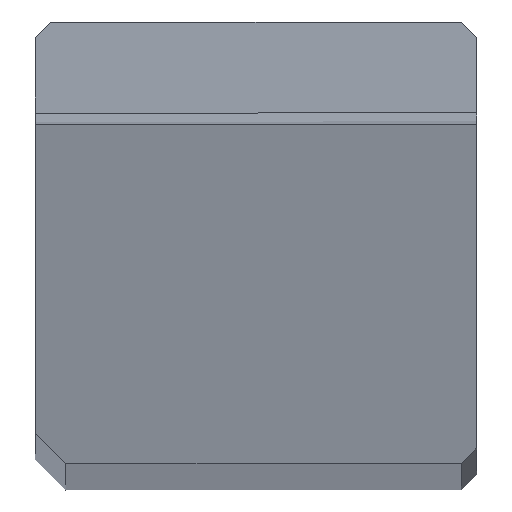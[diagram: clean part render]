
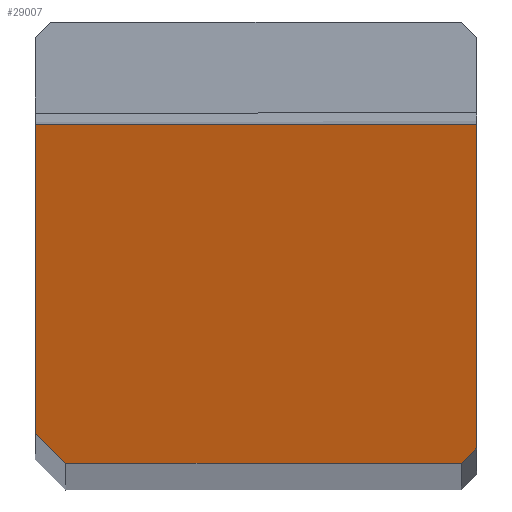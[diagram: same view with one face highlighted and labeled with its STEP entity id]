
A CAD part, top view. The second image highlights one B-rep face of the part: STEP entity #29007.
In plain terms, the highlighted planar face has unit normal (-0.334, 0, 0.943).
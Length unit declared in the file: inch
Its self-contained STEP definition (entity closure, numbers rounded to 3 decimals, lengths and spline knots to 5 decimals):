
#55 = LINE ( 'NONE', #11415, #15678 ) ;
#2542 = EDGE_CURVE ( 'NONE', #18982, #24794, #2694, .T. ) ;
#2594 = DIRECTION ( 'NONE',  ( -0.942, 0., -0.334 ) ) ;
#2694 = LINE ( 'NONE', #8512, #16912 ) ;
#3470 = VERTEX_POINT ( 'NONE', #13928 ) ;
#3547 = DIRECTION ( 'NONE',  ( 0.942, 0., 0.334 ) ) ;
#3615 = LINE ( 'NONE', #11947, #24055 ) ;
#4767 = DIRECTION ( 'NONE',  ( 0., -1., 0. ) ) ;
#5003 = EDGE_CURVE ( 'NONE', #24794, #5376, #10844, .T. ) ;
#5007 = DIRECTION ( 'NONE',  ( 0.686, 0.686, 0.243 ) ) ;
#5376 = VERTEX_POINT ( 'NONE', #13720 ) ;
#5390 = ORIENTED_EDGE ( 'NONE', *, *, #5003, .T. ) ;
#6217 = VECTOR ( 'NONE', #24477, 39.37008 ) ;
#8512 = CARTESIAN_POINT ( 'NONE',  ( 0., -1.02362, 0. ) ) ;
#8768 = VECTOR ( 'NONE', #2594, 39.37008 ) ;
#9192 = VECTOR ( 'NONE', #27626, 39.37008 ) ;
#9393 = ORIENTED_EDGE ( 'NONE', *, *, #23247, .T. ) ;
#10641 = EDGE_CURVE ( 'NONE', #5376, #15454, #55, .T. ) ;
#10844 = LINE ( 'NONE', #19884, #6217 ) ;
#11172 = CARTESIAN_POINT ( 'NONE',  ( -1.06299, -1.02362, -0.37702 ) ) ;
#11415 = CARTESIAN_POINT ( 'NONE',  ( -1.14173, -1.02362, -0.40494 ) ) ;
#11930 = CARTESIAN_POINT ( 'NONE',  ( -1.14173, -0.94488, -0.40494 ) ) ;
#11947 = CARTESIAN_POINT ( 'NONE',  ( -0.03937, -1.02362, -0.01396 ) ) ;
#12188 = CARTESIAN_POINT ( 'NONE',  ( -0.03937, -1.02362, -0.01396 ) ) ;
#12225 = ORIENTED_EDGE ( 'NONE', *, *, #10641, .T. ) ;
#12228 = ORIENTED_EDGE ( 'NONE', *, *, #28152, .T. ) ;
#12442 = EDGE_LOOP ( 'NONE', ( #14168, #5390, #12225, #9393, #22865, #12228 ) ) ;
#13034 = VERTEX_POINT ( 'NONE', #11172 ) ;
#13137 = CARTESIAN_POINT ( 'NONE',  ( 0., -0.98425, 0. ) ) ;
#13720 = CARTESIAN_POINT ( 'NONE',  ( -1.14173, -0.14764, -0.40494 ) ) ;
#13928 = CARTESIAN_POINT ( 'NONE',  ( -0.03937, -1.02362, -0.01396 ) ) ;
#14168 = ORIENTED_EDGE ( 'NONE', *, *, #2542, .T. ) ;
#14269 = LINE ( 'NONE', #12188, #8768 ) ;
#14924 = FACE_OUTER_BOUND ( 'NONE', #12442, .T. ) ;
#15454 = VERTEX_POINT ( 'NONE', #24493 ) ;
#15678 = VECTOR ( 'NONE', #4767, 39.37008 ) ;
#16668 = LINE ( 'NONE', #11930, #9192 ) ;
#16912 = VECTOR ( 'NONE', #20299, 39.37008 ) ;
#18982 = VERTEX_POINT ( 'NONE', #13137 ) ;
#19075 = CARTESIAN_POINT ( 'NONE',  ( 0., -0.14764, 0. ) ) ;
#19884 = CARTESIAN_POINT ( 'NONE',  ( -1.14173, -0.14764, -0.40494 ) ) ;
#20299 = DIRECTION ( 'NONE',  ( 0., 1., 0. ) ) ;
#21720 = AXIS2_PLACEMENT_3D ( 'NONE', #21915, #23834, #3547 ) ;
#21915 = CARTESIAN_POINT ( 'NONE',  ( -1.14173, -1.02362, -0.40494 ) ) ;
#22865 = ORIENTED_EDGE ( 'NONE', *, *, #24409, .F. ) ;
#23247 = EDGE_CURVE ( 'NONE', #15454, #13034, #16668, .T. ) ;
#23834 = DIRECTION ( 'NONE',  ( -0.334, 0., 0.942 ) ) ;
#24055 = VECTOR ( 'NONE', #5007, 39.37008 ) ;
#24409 = EDGE_CURVE ( 'NONE', #3470, #13034, #14269, .T. ) ;
#24477 = DIRECTION ( 'NONE',  ( -0.942, 0., -0.334 ) ) ;
#24493 = CARTESIAN_POINT ( 'NONE',  ( -1.14173, -0.94488, -0.40494 ) ) ;
#24794 = VERTEX_POINT ( 'NONE', #19075 ) ;
#26491 = PLANE ( 'NONE',  #21720 ) ;
#27626 = DIRECTION ( 'NONE',  ( 0.686, -0.686, 0.243 ) ) ;
#28152 = EDGE_CURVE ( 'NONE', #3470, #18982, #3615, .T. ) ;
#29007 = ADVANCED_FACE ( 'NONE', ( #14924 ), #26491, .T. ) ;
